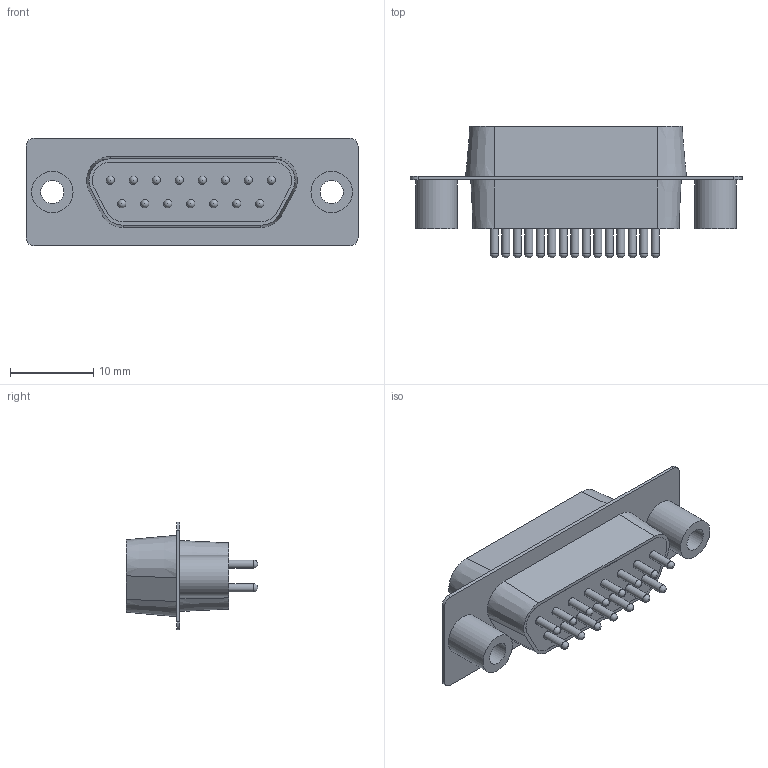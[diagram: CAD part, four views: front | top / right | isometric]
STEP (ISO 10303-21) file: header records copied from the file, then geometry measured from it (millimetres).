
FILE_DESCRIPTION(('STEP AP214'), '1');
FILE_NAME('DB15_M', '2016-02-06T10:31:02', ('Anton S.'), (''), 'ASCON STEP Converter 1.3', 'ASCON Math Kernel', '');
FILE_SCHEMA(('AUTOMOTIVE_DESIGN { 1 0 10303 214 3 1 1}'));
Length unit declared in the file: millimetre
Products named in the file (1): DB15_M
Bounding box: 40 x 15.86 x 13 mm (x, y, z)
Volume: 1851.1 mm3; surface area: 2752 mm2
Topology: 1 solids, 1 shells, 112 faces, 342 edges, 238 vertices
Faces by surface type: cylinder 42, sphere 30, plane 28, cone 12
Full cylindrical faces by diameter (mm): 1 x30, 2.8 x2, 5 x2
Entity records: 4072 total; most frequent: DIRECTION 582, CARTESIAN_POINT 509, ORIENTED_EDGE 436, AXIS2_PLACEMENT_3D 251, EDGE_CURVE 218, EDGE_LOOP 186, VERTEX_POINT 178, FACE_BOUND 148
